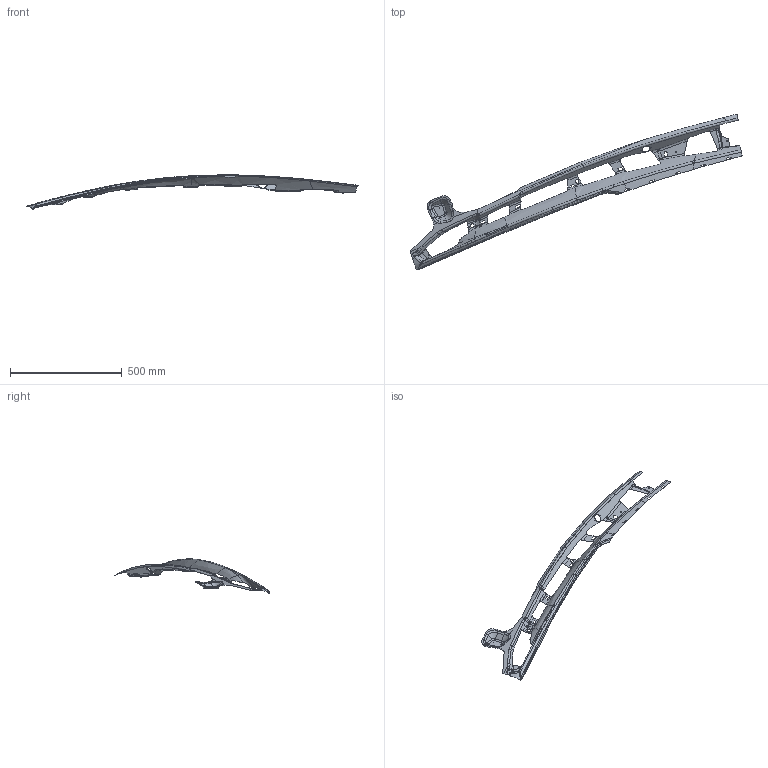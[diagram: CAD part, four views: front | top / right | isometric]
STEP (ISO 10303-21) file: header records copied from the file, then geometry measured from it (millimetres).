
FILE_DESCRIPTION(/* description */ (''),/* implementation_level */ '2;1');
FILE_NAME(/* name */ 'Rear Quarter Upper B-Side',/* time_stamp */ '2020-03-12T17:08:24-04:00',/* author */ (''),/* organization */ (''),/* preprocessor_version */ 'ST-DEVELOPER v16.13',/* originating_system */ '',/* authorisation */ '');
FILE_SCHEMA (('AUTOMOTIVE_DESIGN { 1 0 10303 214 3 1 1 }'));
Length unit declared in the file: millimetre
Bounding box: 1488.17 x 697.37 x 152.77 mm (x, y, z)
Surface area: 251465.7 mm2 (no closed solid volume)
Topology: 0 solids, 216 shells, 216 faces, 1186 edges, 1181 vertices
Faces by surface type: bspline 216
Entity records: 28007 total; most frequent: CARTESIAN_POINT 21347, ORIENTED_EDGE 1186, VERTEX_POINT 1181, EDGE_CURVE 1181, B_SPLINE_CURVE_WITH_KNOTS 1073, EDGE_LOOP 232, STYLED_ITEM 216, FACE_OUTER_BOUND 216
